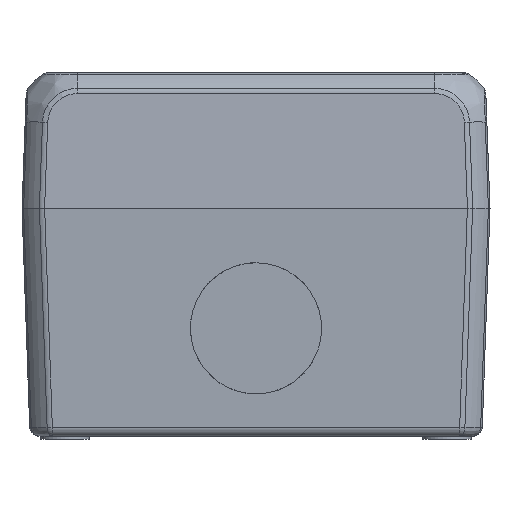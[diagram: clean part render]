
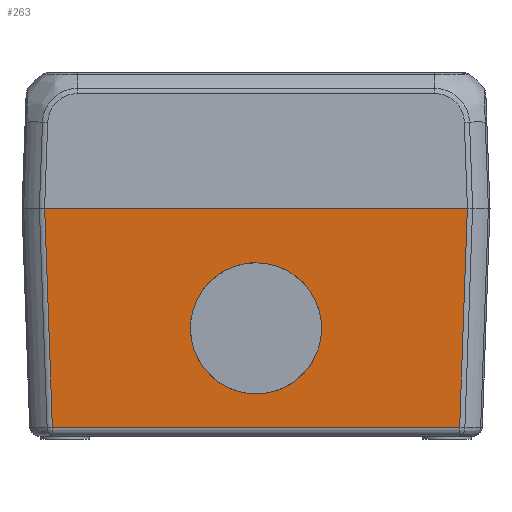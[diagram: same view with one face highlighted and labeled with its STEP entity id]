
A CAD part, front view. The second image highlights one B-rep face of the part: STEP entity #263.
In plain terms, the highlighted planar face has unit normal (0, -0.999, -0.035).
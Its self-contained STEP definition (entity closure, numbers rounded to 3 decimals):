
#121 = CARTESIAN_POINT ( 'NONE',  ( 21.3, -99.689, 28.65 ) ) ;
#263 = ADVANCED_FACE ( 'NONE', ( #7657, #2811 ), #1751, .T. ) ;
#293 = LINE ( 'NONE', #4506, #1590 ) ;
#332 = CARTESIAN_POINT ( 'NONE',  ( -34.322, -100., 37.5 ) ) ;
#334 = EDGE_CURVE ( 'NONE', #2103, #7660, #776, .T. ) ;
#776 = LINE ( 'NONE', #1783, #7757 ) ;
#957 = EDGE_LOOP ( 'NONE', ( #1727 ) ) ;
#1124 = LINE ( 'NONE', #1633, #7687 ) ;
#1211 = ORIENTED_EDGE ( 'NONE', *, *, #1579, .F. ) ;
#1515 = ORIENTED_EDGE ( 'NONE', *, *, #334, .T. ) ;
#1579 = EDGE_CURVE ( 'NONE', #4860, #3289, #6170, .T. ) ;
#1590 = VECTOR ( 'NONE', #2094, 1000. ) ;
#1633 = CARTESIAN_POINT ( 'NONE',  ( -34.322, -100., 37.5 ) ) ;
#1727 = ORIENTED_EDGE ( 'NONE', *, *, #7021, .T. ) ;
#1751 = PLANE ( 'NONE',  #3240 ) ;
#1783 = CARTESIAN_POINT ( 'NONE',  ( -33.468, -100., 37.5 ) ) ;
#2094 = DIRECTION ( 'NONE',  ( 0.035, -0.035, 0.999 ) ) ;
#2103 = VERTEX_POINT ( 'NONE', #4466 ) ;
#2118 = EDGE_CURVE ( 'NONE', #4860, #2103, #293, .T. ) ;
#2169 = CARTESIAN_POINT ( 'NONE',  ( -33.073, -98.751, 1.947 ) ) ;
#2391 =( BOUNDED_CURVE ( )  B_SPLINE_CURVE ( 3, ( #6184, #121, #6107, #7319, #3093, #6729, #3769 ),
 .UNSPECIFIED., .T., .F. ) 
 B_SPLINE_CURVE_WITH_KNOTS ( ( 4, 3, 4 ),
 ( 0., 3.142, 6.283 ),
 .UNSPECIFIED. ) 
 CURVE ( )  GEOMETRIC_REPRESENTATION_ITEM ( )  RATIONAL_B_SPLINE_CURVE ( ( 1., 0.333, 0.333, 1., 0.333, 0.333, 1. ) ) 
 REPRESENTATION_ITEM ( '' )  );
#2526 = ORIENTED_EDGE ( 'NONE', *, *, #2118, .T. ) ;
#2606 = CARTESIAN_POINT ( 'NONE',  ( -33.468, -98.751, 1.947 ) ) ;
#2811 = FACE_OUTER_BOUND ( 'NONE', #4964, .T. ) ;
#2881 = DIRECTION ( 'NONE',  ( 0., 0.035, -0.999 ) ) ;
#2959 = CARTESIAN_POINT ( 'NONE',  ( -33.468, -98.7, 0.5 ) ) ;
#3093 = CARTESIAN_POINT ( 'NONE',  ( -21.3, -98.941, 7.35 ) ) ;
#3240 = AXIS2_PLACEMENT_3D ( 'NONE', #2959, #4597, #2881 ) ;
#3289 = VERTEX_POINT ( 'NONE', #2169 ) ;
#3365 = ORIENTED_EDGE ( 'NONE', *, *, #3439, .T. ) ;
#3439 = EDGE_CURVE ( 'NONE', #7660, #3289, #1124, .T. ) ;
#3534 = CARTESIAN_POINT ( 'NONE',  ( 33.073, -98.751, 1.947 ) ) ;
#3769 = CARTESIAN_POINT ( 'NONE',  ( 0., -99.689, 28.65 ) ) ;
#4028 = DIRECTION ( 'NONE',  ( 0.035, 0.035, -0.999 ) ) ;
#4157 = VERTEX_POINT ( 'NONE', #5241 ) ;
#4466 = CARTESIAN_POINT ( 'NONE',  ( 34.322, -100., 37.5 ) ) ;
#4506 = CARTESIAN_POINT ( 'NONE',  ( 33.073, -98.751, 1.947 ) ) ;
#4597 = DIRECTION ( 'NONE',  ( 0., -0.999, -0.035 ) ) ;
#4860 = VERTEX_POINT ( 'NONE', #3534 ) ;
#4949 = DIRECTION ( 'NONE',  ( -1., 0., 0. ) ) ;
#4964 = EDGE_LOOP ( 'NONE', ( #1515, #3365, #1211, #2526 ) ) ;
#5241 = CARTESIAN_POINT ( 'NONE',  ( 0., -99.689, 28.65 ) ) ;
#6107 = CARTESIAN_POINT ( 'NONE',  ( 21.3, -98.941, 7.35 ) ) ;
#6115 = VECTOR ( 'NONE', #6825, 1000. ) ;
#6170 = LINE ( 'NONE', #2606, #6115 ) ;
#6184 = CARTESIAN_POINT ( 'NONE',  ( 0., -99.689, 28.65 ) ) ;
#6729 = CARTESIAN_POINT ( 'NONE',  ( -21.3, -99.689, 28.65 ) ) ;
#6825 = DIRECTION ( 'NONE',  ( -1., 0., 0. ) ) ;
#7021 = EDGE_CURVE ( 'NONE', #4157, #4157, #2391, .T. ) ;
#7319 = CARTESIAN_POINT ( 'NONE',  ( 0., -98.941, 7.35 ) ) ;
#7657 = FACE_BOUND ( 'NONE', #957, .T. ) ;
#7660 = VERTEX_POINT ( 'NONE', #332 ) ;
#7687 = VECTOR ( 'NONE', #4028, 1000. ) ;
#7757 = VECTOR ( 'NONE', #4949, 1000. ) ;
